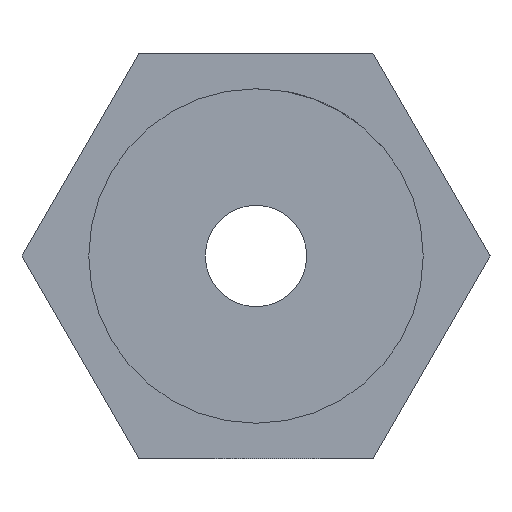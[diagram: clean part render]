
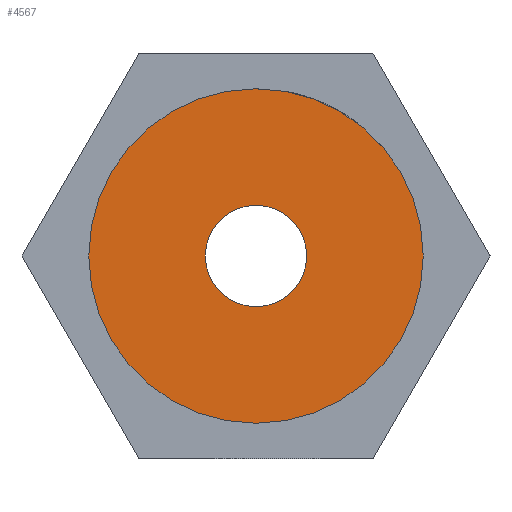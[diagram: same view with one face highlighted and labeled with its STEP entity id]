
A CAD part, left-side view. The second image highlights one B-rep face of the part: STEP entity #4567.
In plain terms, the highlighted planar face has unit normal (-1, 0, 0).
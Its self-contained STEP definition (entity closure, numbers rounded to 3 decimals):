
#128 = CARTESIAN_POINT ( 'NONE',  ( 0., 0., -9.9 ) ) ;
#203 = EDGE_LOOP ( 'NONE', ( #733, #2886 ) ) ;
#250 = CIRCLE ( 'NONE', #3964, 9.9 ) ;
#417 = DIRECTION ( 'NONE',  ( 1., 0., 0. ) ) ;
#444 = DIRECTION ( 'NONE',  ( 0., 0., -1. ) ) ;
#733 = ORIENTED_EDGE ( 'NONE', *, *, #4987, .T. ) ;
#1111 = DIRECTION ( 'NONE',  ( 0., 0., -1. ) ) ;
#1113 = VERTEX_POINT ( 'NONE', #3266 ) ;
#1412 = CARTESIAN_POINT ( 'NONE',  ( 0., 0., 0. ) ) ;
#1557 = AXIS2_PLACEMENT_3D ( 'NONE', #4120, #417, #1111 ) ;
#1706 = DIRECTION ( 'NONE',  ( -1., 0., 0. ) ) ;
#1839 = VERTEX_POINT ( 'NONE', #128 ) ;
#1877 = FACE_BOUND ( 'NONE', #203, .T. ) ;
#1920 = DIRECTION ( 'NONE',  ( -1., 0., 0. ) ) ;
#2082 = AXIS2_PLACEMENT_3D ( 'NONE', #4258, #4150, #444 ) ;
#2312 = CARTESIAN_POINT ( 'NONE',  ( 0., 0., -3. ) ) ;
#2502 = AXIS2_PLACEMENT_3D ( 'NONE', #4598, #1706, #3760 ) ;
#2641 = VERTEX_POINT ( 'NONE', #2312 ) ;
#2747 = VERTEX_POINT ( 'NONE', #3661 ) ;
#2886 = ORIENTED_EDGE ( 'NONE', *, *, #4896, .T. ) ;
#2911 = EDGE_LOOP ( 'NONE', ( #3225, #4670 ) ) ;
#3064 = DIRECTION ( 'NONE',  ( 1., 0., 0. ) ) ;
#3115 = DIRECTION ( 'NONE',  ( 0., 0., -1. ) ) ;
#3134 = CARTESIAN_POINT ( 'NONE',  ( 0., 0., 0. ) ) ;
#3156 = DIRECTION ( 'NONE',  ( 0., 0., 1. ) ) ;
#3225 = ORIENTED_EDGE ( 'NONE', *, *, #3675, .T. ) ;
#3266 = CARTESIAN_POINT ( 'NONE',  ( 0., 0., 3. ) ) ;
#3507 = EDGE_CURVE ( 'NONE', #1839, #2747, #4218, .T. ) ;
#3661 = CARTESIAN_POINT ( 'NONE',  ( 0., 0., 9.9 ) ) ;
#3675 = EDGE_CURVE ( 'NONE', #2747, #1839, #250, .T. ) ;
#3760 = DIRECTION ( 'NONE',  ( 0., 0., 1. ) ) ;
#3852 = FACE_OUTER_BOUND ( 'NONE', #2911, .T. ) ;
#3890 = CIRCLE ( 'NONE', #2082, 3. ) ;
#3964 = AXIS2_PLACEMENT_3D ( 'NONE', #3134, #1920, #3156 ) ;
#3969 = AXIS2_PLACEMENT_3D ( 'NONE', #1412, #3064, #3115 ) ;
#4120 = CARTESIAN_POINT ( 'NONE',  ( 0., 0., 0. ) ) ;
#4150 = DIRECTION ( 'NONE',  ( 1., 0., 0. ) ) ;
#4218 = CIRCLE ( 'NONE', #2502, 9.9 ) ;
#4234 = CIRCLE ( 'NONE', #1557, 3. ) ;
#4258 = CARTESIAN_POINT ( 'NONE',  ( 0., 0., 0. ) ) ;
#4567 = ADVANCED_FACE ( 'NONE', ( #1877, #3852 ), #4737, .F. ) ;
#4598 = CARTESIAN_POINT ( 'NONE',  ( 0., 0., 0. ) ) ;
#4670 = ORIENTED_EDGE ( 'NONE', *, *, #3507, .T. ) ;
#4737 = PLANE ( 'NONE',  #3969 ) ;
#4896 = EDGE_CURVE ( 'NONE', #2641, #1113, #4234, .T. ) ;
#4987 = EDGE_CURVE ( 'NONE', #1113, #2641, #3890, .T. ) ;
